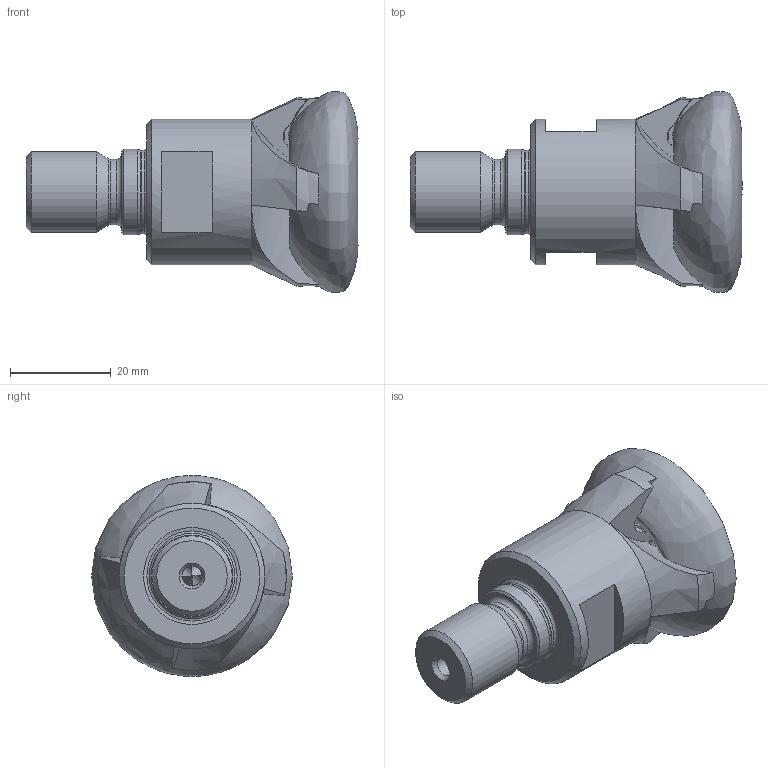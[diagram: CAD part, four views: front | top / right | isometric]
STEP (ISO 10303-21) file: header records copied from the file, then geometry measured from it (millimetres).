
FILE_DESCRIPTION (( 'STEP AP214' ), '1' );
FILE_NAME ('ESF-40-M16-545-4.STEP', '2013-09-11T08:02:54', ( '' ), ( '' ), 'SwSTEP 2.0', 'SolidWorks 2013', '' );
FILE_SCHEMA (( 'AUTOMOTIVE_DESIGN' ));
Length unit declared in the file: millimetre
Products named in the file (1): ESF-40-M16-545-4
Bounding box: 66.02 x 39.93 x 39.93 mm (x, y, z)
Volume: 35460.7 mm3; surface area: 9076.7 mm2
Topology: 1 solids, 1 shells, 126 faces, 354 edges, 230 vertices
Faces by surface type: plane 54, cylinder 50, cone 16, torus 4, bspline 2
Full cylindrical faces by diameter (mm): 3 x4, 4 x1, 13 x1, 16 x1, 16.6 x1, 17 x1, 29 x1
Entity records: 5278 total; most frequent: CARTESIAN_POINT 2403, ORIENTED_EDGE 632, DIRECTION 510, EDGE_CURVE 316, AXIS2_PLACEMENT_3D 225, VERTEX_POINT 217, EDGE_LOOP 157, FACE_OUTER_BOUND 140
